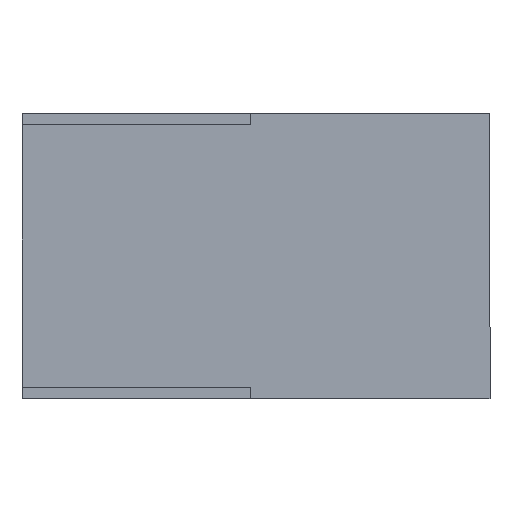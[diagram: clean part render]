
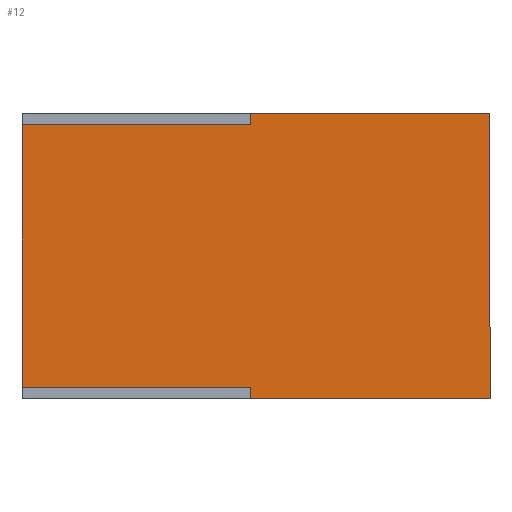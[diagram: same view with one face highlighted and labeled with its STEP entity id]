
A CAD part, top view. The second image highlights one B-rep face of the part: STEP entity #12.
In plain terms, the highlighted planar face has unit normal (0, 0, 1).
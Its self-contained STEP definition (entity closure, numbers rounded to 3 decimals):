
#10 = ORIENTED_EDGE ( 'NONE', *, *, #265, .F. ) ;
#12 = ADVANCED_FACE ( 'NONE', ( #332 ), #29, .F. ) ;
#20 = LINE ( 'NONE', #397, #375 ) ;
#22 = ORIENTED_EDGE ( 'NONE', *, *, #115, .F. ) ;
#26 = CARTESIAN_POINT ( 'NONE',  ( 0.17, 1.349, 2. ) ) ;
#29 = PLANE ( 'NONE',  #200 ) ;
#31 = CARTESIAN_POINT ( 'NONE',  ( 0., 0., 2. ) ) ;
#33 = CARTESIAN_POINT ( 'NONE',  ( 41.17, 25.349, 2. ) ) ;
#37 = VECTOR ( 'NONE', #310, 1000. ) ;
#50 = CARTESIAN_POINT ( 'NONE',  ( 20.17, 1.349, 2. ) ) ;
#64 = EDGE_CURVE ( 'NONE', #206, #153, #354, .T. ) ;
#66 = DIRECTION ( 'NONE',  ( 0., 1., 0. ) ) ;
#70 = ORIENTED_EDGE ( 'NONE', *, *, #64, .T. ) ;
#71 = DIRECTION ( 'NONE',  ( 0., 0., -1. ) ) ;
#76 = ORIENTED_EDGE ( 'NONE', *, *, #98, .F. ) ;
#90 = VERTEX_POINT ( 'NONE', #328 ) ;
#97 = EDGE_CURVE ( 'NONE', #206, #379, #408, .T. ) ;
#98 = EDGE_CURVE ( 'NONE', #90, #318, #173, .T. ) ;
#111 = DIRECTION ( 'NONE',  ( 0., -1., 0. ) ) ;
#113 = VECTOR ( 'NONE', #111, 1000. ) ;
#115 = EDGE_CURVE ( 'NONE', #318, #153, #363, .T. ) ;
#116 = DIRECTION ( 'NONE',  ( -1., 0., 0. ) ) ;
#122 = CARTESIAN_POINT ( 'NONE',  ( 0.17, 24.349, 2. ) ) ;
#130 = VERTEX_POINT ( 'NONE', #26 ) ;
#143 = VECTOR ( 'NONE', #260, 1000. ) ;
#146 = CARTESIAN_POINT ( 'NONE',  ( 20.17, 0.349, 2. ) ) ;
#149 = ORIENTED_EDGE ( 'NONE', *, *, #180, .F. ) ;
#153 = VERTEX_POINT ( 'NONE', #247 ) ;
#170 = CARTESIAN_POINT ( 'NONE',  ( 20.17, 0.349, 2. ) ) ;
#172 = CARTESIAN_POINT ( 'NONE',  ( 0.17, 0.349, 2. ) ) ;
#173 = LINE ( 'NONE', #296, #143 ) ;
#178 = ORIENTED_EDGE ( 'NONE', *, *, #303, .T. ) ;
#180 = EDGE_CURVE ( 'NONE', #379, #130, #295, .T. ) ;
#194 = LINE ( 'NONE', #322, #37 ) ;
#196 = DIRECTION ( 'NONE',  ( 0., 1., 0. ) ) ;
#199 = DIRECTION ( 'NONE',  ( 0., -1., 0. ) ) ;
#200 = AXIS2_PLACEMENT_3D ( 'NONE', #31, #71, #116 ) ;
#206 = VERTEX_POINT ( 'NONE', #146 ) ;
#213 = CARTESIAN_POINT ( 'NONE',  ( 0.17, 1.349, 2. ) ) ;
#222 = VECTOR ( 'NONE', #66, 1000. ) ;
#239 = ORIENTED_EDGE ( 'NONE', *, *, #263, .F. ) ;
#241 = CARTESIAN_POINT ( 'NONE',  ( 20.17, 24.349, 2. ) ) ;
#247 = CARTESIAN_POINT ( 'NONE',  ( 41.17, 0.349, 2. ) ) ;
#260 = DIRECTION ( 'NONE',  ( 1., 0., 0. ) ) ;
#263 = EDGE_CURVE ( 'NONE', #423, #90, #20, .T. ) ;
#265 = EDGE_CURVE ( 'NONE', #342, #423, #194, .T. ) ;
#283 = LINE ( 'NONE', #390, #113 ) ;
#295 = LINE ( 'NONE', #213, #362 ) ;
#296 = CARTESIAN_POINT ( 'NONE',  ( 0.17, 25.349, 2. ) ) ;
#298 = DIRECTION ( 'NONE',  ( 1., 0., 0. ) ) ;
#303 = EDGE_CURVE ( 'NONE', #342, #130, #283, .T. ) ;
#310 = DIRECTION ( 'NONE',  ( 1., 0., 0. ) ) ;
#318 = VERTEX_POINT ( 'NONE', #33 ) ;
#322 = CARTESIAN_POINT ( 'NONE',  ( 0.17, 24.349, 2. ) ) ;
#325 = ORIENTED_EDGE ( 'NONE', *, *, #97, .F. ) ;
#328 = CARTESIAN_POINT ( 'NONE',  ( 20.17, 25.349, 2. ) ) ;
#332 = FACE_OUTER_BOUND ( 'NONE', #401, .T. ) ;
#342 = VERTEX_POINT ( 'NONE', #122 ) ;
#354 = LINE ( 'NONE', #172, #418 ) ;
#362 = VECTOR ( 'NONE', #383, 1000. ) ;
#363 = LINE ( 'NONE', #367, #396 ) ;
#367 = CARTESIAN_POINT ( 'NONE',  ( 41.17, 25.349, 2. ) ) ;
#375 = VECTOR ( 'NONE', #196, 1000. ) ;
#379 = VERTEX_POINT ( 'NONE', #50 ) ;
#383 = DIRECTION ( 'NONE',  ( -1., 0., 0. ) ) ;
#390 = CARTESIAN_POINT ( 'NONE',  ( 0.17, 25.349, 2. ) ) ;
#396 = VECTOR ( 'NONE', #199, 1000. ) ;
#397 = CARTESIAN_POINT ( 'NONE',  ( 20.17, 25.349, 2. ) ) ;
#401 = EDGE_LOOP ( 'NONE', ( #325, #70, #22, #76, #239, #10, #178, #149 ) ) ;
#408 = LINE ( 'NONE', #170, #222 ) ;
#418 = VECTOR ( 'NONE', #298, 1000. ) ;
#423 = VERTEX_POINT ( 'NONE', #241 ) ;
